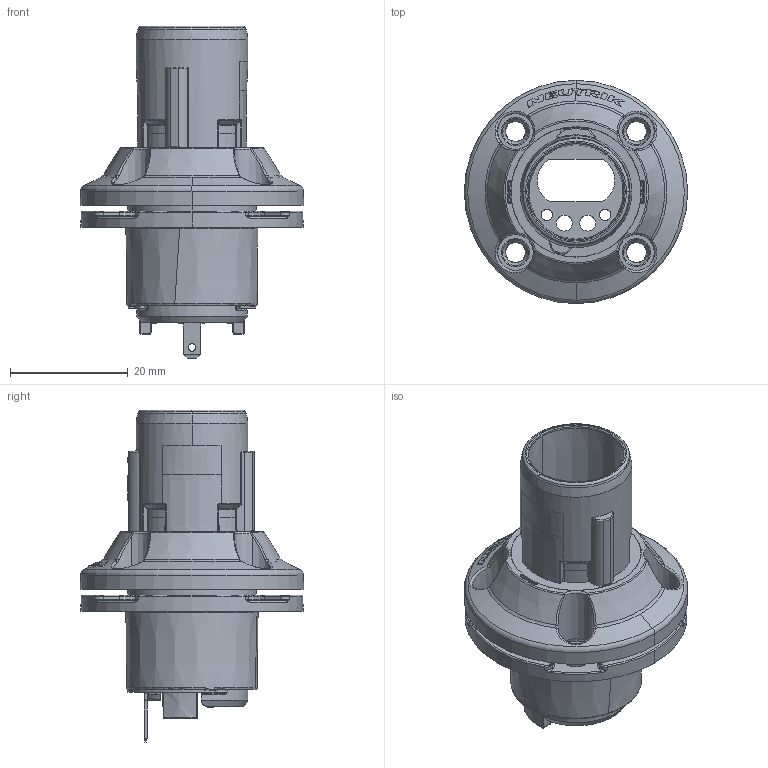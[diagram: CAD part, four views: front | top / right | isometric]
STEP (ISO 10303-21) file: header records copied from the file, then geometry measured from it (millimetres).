
FILE_DESCRIPTION((''),'2;1');
FILE_NAME('D-NO2MW-XP','2020-11-04T08:21:19',('man'),(''),'CREO PARAMETRIC BY PTC INC, 2019080','CREO PARAMETRIC BY PTC INC, 2019080','');
FILE_SCHEMA(('CONFIG_CONTROL_DESIGN'));
Length unit declared in the file: millimetre
Products named in the file (1): D-NO2MW-XP
Bounding box: 38 x 38 x 56.5 mm (x, y, z)
Volume: 13648.5 mm3; surface area: 10952.2 mm2
Topology: 1 solids, 1 shells, 983 faces, 2419 edges, 1457 vertices
Faces by surface type: bspline 295, plane 196, cylinder 175, cone 133, torus 119, sphere 59, extrusion 6
Entity records: 41849 total; most frequent: CARTESIAN_POINT 20755, ORIENTED_EDGE 4838, DIRECTION 3796, EDGE_CURVE 2419, AXIS2_PLACEMENT_3D 1545, VERTEX_POINT 1457, EDGE_LOOP 1042, FACE_OUTER_BOUND 983
